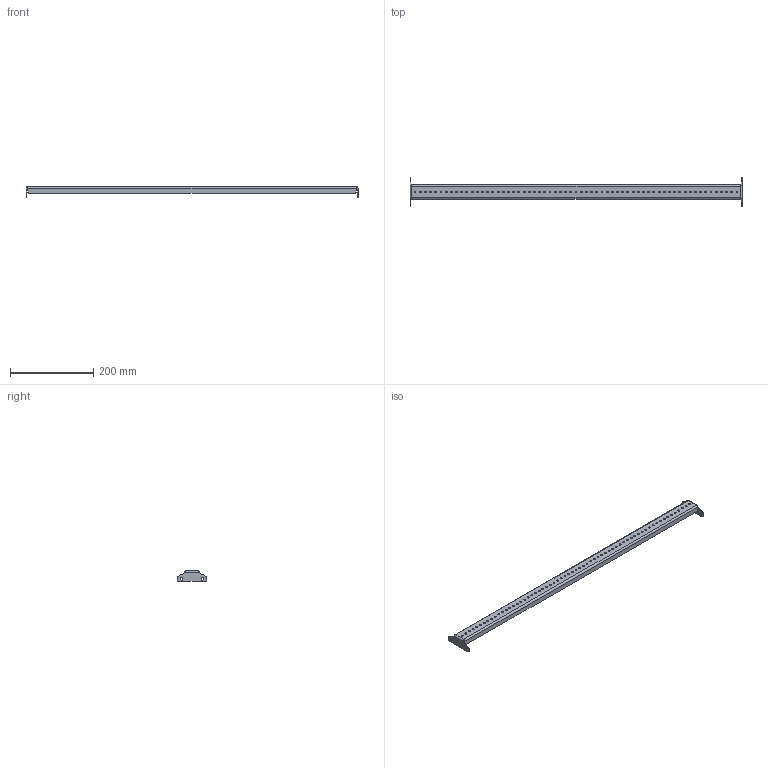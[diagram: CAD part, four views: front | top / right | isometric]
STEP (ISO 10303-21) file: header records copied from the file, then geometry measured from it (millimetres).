
FILE_DESCRIPTION (( 'STEP AP214' ), '1' );
FILE_NAME ('944.090.R.STEP', '2024-08-26T10:07:13', ( '' ), ( '' ), 'SwSTEP 2.0', 'SolidWorks 2021', '' );
FILE_SCHEMA (( 'AUTOMOTIVE_DESIGN' ));
Length unit declared in the file: millimetre
Products named in the file (1): 944.090.R
Bounding box: 799 x 70.6 x 26 mm (x, y, z)
Volume: 99150.8 mm3; surface area: 104965.5 mm2
Topology: 1 solids, 1 shells, 190 faces, 548 edges, 360 vertices
Faces by surface type: cylinder 154, plane 36
Entity records: 6698 total; most frequent: DIRECTION 1238, CARTESIAN_POINT 1111, ORIENTED_EDGE 1096, EDGE_CURVE 548, AXIS2_PLACEMENT_3D 503, VERTEX_POINT 360, EDGE_LOOP 324, CIRCLE 312
